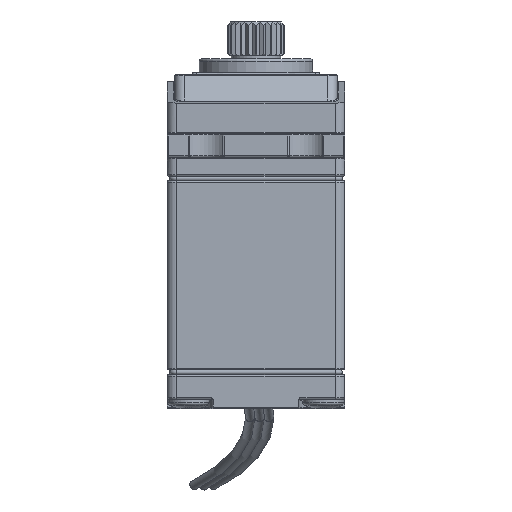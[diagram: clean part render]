
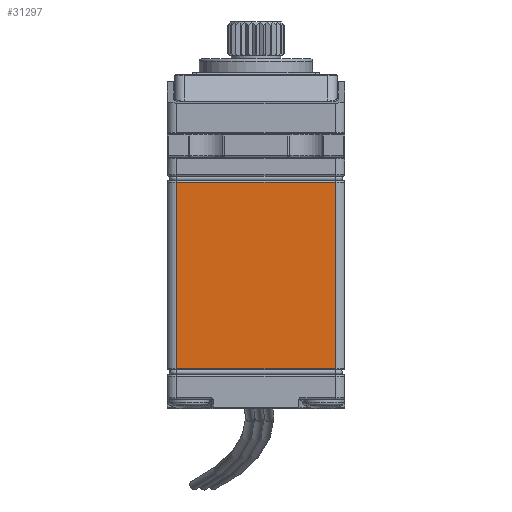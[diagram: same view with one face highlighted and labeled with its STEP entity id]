
A CAD part, front view. The second image highlights one B-rep face of the part: STEP entity #31297.
In plain terms, the highlighted planar face has unit normal (0, -1, 0).
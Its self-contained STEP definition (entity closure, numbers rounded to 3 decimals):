
#30991 = VERTEX_POINT('',#30992);
#30992 = CARTESIAN_POINT('',(-8.4,-27.75,-32.75));
#31010 = VERTEX_POINT('',#31011);
#31011 = CARTESIAN_POINT('',(8.4,-27.75,-32.75));
#31018 = EDGE_CURVE('',#31010,#30991,#31019,.T.);
#31019 = LINE('',#31020,#31021);
#31020 = CARTESIAN_POINT('',(-4.7,-27.75,-32.75));
#31021 = VECTOR('',#31022,1.);
#31022 = DIRECTION('',(-1.,0.,0.));
#31277 = EDGE_CURVE('',#30991,#31278,#31280,.T.);
#31278 = VERTEX_POINT('',#31279);
#31279 = CARTESIAN_POINT('',(-8.4,-27.75,-13.05));
#31280 = LINE('',#31281,#31282);
#31281 = CARTESIAN_POINT('',(-8.4,-27.75,-37.));
#31282 = VECTOR('',#31283,1.);
#31283 = DIRECTION('',(0.,0.,1.));
#31297 = ADVANCED_FACE('',(#31298),#31316,.T.);
#31298 = FACE_BOUND('',#31299,.T.);
#31299 = EDGE_LOOP('',(#31300,#31301,#31309,#31315));
#31300 = ORIENTED_EDGE('',*,*,#31018,.F.);
#31301 = ORIENTED_EDGE('',*,*,#31302,.F.);
#31302 = EDGE_CURVE('',#31303,#31010,#31305,.T.);
#31303 = VERTEX_POINT('',#31304);
#31304 = CARTESIAN_POINT('',(8.4,-27.75,-13.05));
#31305 = LINE('',#31306,#31307);
#31306 = CARTESIAN_POINT('',(8.4,-27.75,-37.));
#31307 = VECTOR('',#31308,1.);
#31308 = DIRECTION('',(0.,0.,-1.));
#31309 = ORIENTED_EDGE('',*,*,#31310,.F.);
#31310 = EDGE_CURVE('',#31278,#31303,#31311,.T.);
#31311 = LINE('',#31312,#31313);
#31312 = CARTESIAN_POINT('',(-4.7,-27.75,-13.05));
#31313 = VECTOR('',#31314,1.);
#31314 = DIRECTION('',(1.,0.,0.));
#31315 = ORIENTED_EDGE('',*,*,#31277,.F.);
#31316 = PLANE('',#31317);
#31317 = AXIS2_PLACEMENT_3D('',#31318,#31319,#31320);
#31318 = CARTESIAN_POINT('',(-9.4,-27.75,-37.));
#31319 = DIRECTION('',(0.,-1.,0.));
#31320 = DIRECTION('',(1.,0.,0.));
